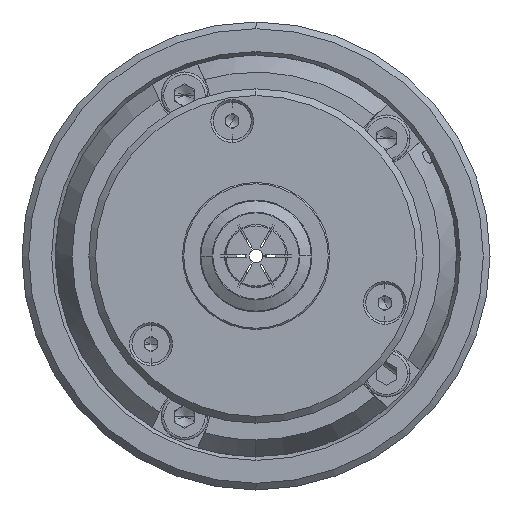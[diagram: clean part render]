
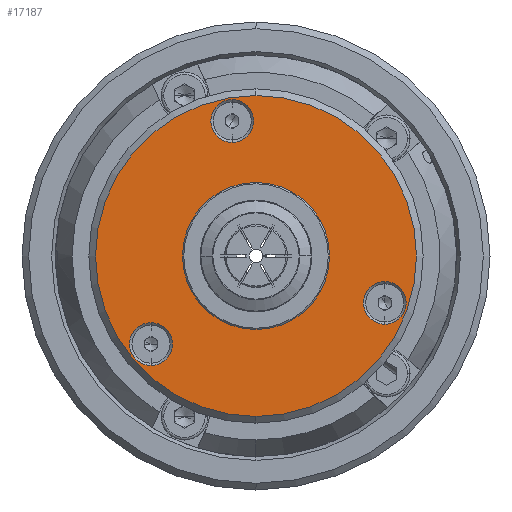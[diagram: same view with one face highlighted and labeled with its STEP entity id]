
A CAD part, left-side view. The second image highlights one B-rep face of the part: STEP entity #17187.
In plain terms, the highlighted planar face has unit normal (-1, 0, 0).
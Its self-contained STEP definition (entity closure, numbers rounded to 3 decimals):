
#620 = CARTESIAN_POINT ( 'NONE',  ( -12.2, 15.704, -13.177 ) ) ;
#726 = EDGE_LOOP ( 'NONE', ( #10492, #799 ) ) ;
#745 = EDGE_CURVE ( 'NONE', #8930, #14461, #11791, .T. ) ;
#799 = ORIENTED_EDGE ( 'NONE', *, *, #23916, .F. ) ;
#806 = CARTESIAN_POINT ( 'NONE',  ( -12.2, 15.704, -9.977 ) ) ;
#899 = CARTESIAN_POINT ( 'NONE',  ( -12.2, 0., 24. ) ) ;
#2386 = CIRCLE ( 'NONE', #13857, 3.2 ) ;
#2943 = VERTEX_POINT ( 'NONE', #8179 ) ;
#2954 = DIRECTION ( 'NONE',  ( 1., 0., 0. ) ) ;
#3408 = DIRECTION ( 'NONE',  ( 0., 0., 1. ) ) ;
#3664 = DIRECTION ( 'NONE',  ( -1., 0., 0. ) ) ;
#3711 = AXIS2_PLACEMENT_3D ( 'NONE', #9324, #4195, #6136 ) ;
#3799 = FACE_BOUND ( 'NONE', #22050, .T. ) ;
#4136 = CARTESIAN_POINT ( 'NONE',  ( -12.2, 3.56, 20.189 ) ) ;
#4195 = DIRECTION ( 'NONE',  ( -1., 0., 0. ) ) ;
#4741 = EDGE_CURVE ( 'NONE', #22619, #8377, #18069, .T. ) ;
#4882 = CARTESIAN_POINT ( 'NONE',  ( -12.2, 0., 0. ) ) ;
#5180 = CARTESIAN_POINT ( 'NONE',  ( -12.2, -19.264, -10.211 ) ) ;
#5354 = CARTESIAN_POINT ( 'NONE',  ( -12.2, 0., -9.8 ) ) ;
#5532 = CARTESIAN_POINT ( 'NONE',  ( -12.2, 0., 0. ) ) ;
#5789 = DIRECTION ( 'NONE',  ( 0., 0., 1. ) ) ;
#5804 = DIRECTION ( 'NONE',  ( 0., 0., -1. ) ) ;
#6071 = DIRECTION ( 'NONE',  ( 0., 0., 1. ) ) ;
#6108 = DIRECTION ( 'NONE',  ( 0., 0., 1. ) ) ;
#6136 = DIRECTION ( 'NONE',  ( 0., 0., 1. ) ) ;
#6140 = EDGE_LOOP ( 'NONE', ( #22514, #17716 ) ) ;
#6882 = AXIS2_PLACEMENT_3D ( 'NONE', #620, #11750, #3408 ) ;
#7666 = EDGE_LOOP ( 'NONE', ( #23634, #10732 ) ) ;
#8179 = CARTESIAN_POINT ( 'NONE',  ( -12.2, 3.56, 23.389 ) ) ;
#8310 = FACE_OUTER_BOUND ( 'NONE', #23525, .T. ) ;
#8377 = VERTEX_POINT ( 'NONE', #18872 ) ;
#8459 = ORIENTED_EDGE ( 'NONE', *, *, #20484, .T. ) ;
#8575 = AXIS2_PLACEMENT_3D ( 'NONE', #4882, #2954, #16309 ) ;
#8822 = CARTESIAN_POINT ( 'NONE',  ( -12.2, -19.264, -7.011 ) ) ;
#8930 = VERTEX_POINT ( 'NONE', #23752 ) ;
#9058 = EDGE_CURVE ( 'NONE', #2943, #20968, #2386, .T. ) ;
#9141 = CIRCLE ( 'NONE', #19687, 3.2 ) ;
#9324 = CARTESIAN_POINT ( 'NONE',  ( -12.2, -19.264, -7.011 ) ) ;
#9552 = CARTESIAN_POINT ( 'NONE',  ( -12.2, -19.264, -3.811 ) ) ;
#9575 = DIRECTION ( 'NONE',  ( -1., 0., 0. ) ) ;
#9961 = PLANE ( 'NONE',  #19367 ) ;
#10097 = ORIENTED_EDGE ( 'NONE', *, *, #23296, .F. ) ;
#10492 = ORIENTED_EDGE ( 'NONE', *, *, #9058, .F. ) ;
#10512 = AXIS2_PLACEMENT_3D ( 'NONE', #19208, #17918, #17617 ) ;
#10605 = DIRECTION ( 'NONE',  ( 0., 0., 1. ) ) ;
#10656 = VERTEX_POINT ( 'NONE', #5180 ) ;
#10732 = ORIENTED_EDGE ( 'NONE', *, *, #22266, .T. ) ;
#11667 = ORIENTED_EDGE ( 'NONE', *, *, #15706, .F. ) ;
#11750 = DIRECTION ( 'NONE',  ( -1., 0., 0. ) ) ;
#11791 = CIRCLE ( 'NONE', #6882, 3.2 ) ;
#11972 = AXIS2_PLACEMENT_3D ( 'NONE', #5532, #15140, #5789 ) ;
#12034 = CIRCLE ( 'NONE', #22270, 9.8 ) ;
#13212 = DIRECTION ( 'NONE',  ( 0., 0., 1. ) ) ;
#13506 = DIRECTION ( 'NONE',  ( 1., 0., 0. ) ) ;
#13857 = AXIS2_PLACEMENT_3D ( 'NONE', #4136, #17484, #6071 ) ;
#14001 = FACE_BOUND ( 'NONE', #7666, .T. ) ;
#14454 = CARTESIAN_POINT ( 'NONE',  ( -12.2, 25., 0. ) ) ;
#14461 = VERTEX_POINT ( 'NONE', #806 ) ;
#14509 = EDGE_CURVE ( 'NONE', #14461, #8930, #19903, .T. ) ;
#15117 = DIRECTION ( 'NONE',  ( 0., 0., 1. ) ) ;
#15140 = DIRECTION ( 'NONE',  ( -1., 0., 0. ) ) ;
#15172 = FACE_BOUND ( 'NONE', #6140, .T. ) ;
#15706 = EDGE_CURVE ( 'NONE', #10656, #17940, #9141, .T. ) ;
#16309 = DIRECTION ( 'NONE',  ( 0., 0., -1. ) ) ;
#16356 = FACE_BOUND ( 'NONE', #726, .T. ) ;
#16815 = CIRCLE ( 'NONE', #11972, 24. ) ;
#17187 = ADVANCED_FACE ( 'NONE', ( #8310, #16356, #3799, #15172, #14001 ), #9961, .T. ) ;
#17412 = ORIENTED_EDGE ( 'NONE', *, *, #21668, .T. ) ;
#17484 = DIRECTION ( 'NONE',  ( -1., 0., 0. ) ) ;
#17617 = DIRECTION ( 'NONE',  ( 0., 0., 1. ) ) ;
#17716 = ORIENTED_EDGE ( 'NONE', *, *, #745, .F. ) ;
#17748 = VERTEX_POINT ( 'NONE', #23390 ) ;
#17918 = DIRECTION ( 'NONE',  ( -1., 0., 0. ) ) ;
#17940 = VERTEX_POINT ( 'NONE', #9552 ) ;
#18069 = CIRCLE ( 'NONE', #8575, 9.8 ) ;
#18872 = CARTESIAN_POINT ( 'NONE',  ( -12.2, 0., 9.8 ) ) ;
#18906 = CIRCLE ( 'NONE', #20483, 3.2 ) ;
#18934 = VERTEX_POINT ( 'NONE', #899 ) ;
#19208 = CARTESIAN_POINT ( 'NONE',  ( -12.2, 15.704, -13.177 ) ) ;
#19367 = AXIS2_PLACEMENT_3D ( 'NONE', #14454, #3664, #15117 ) ;
#19687 = AXIS2_PLACEMENT_3D ( 'NONE', #8822, #9575, #13212 ) ;
#19903 = CIRCLE ( 'NONE', #10512, 3.2 ) ;
#20008 = DIRECTION ( 'NONE',  ( -1., 0., 0. ) ) ;
#20011 = CIRCLE ( 'NONE', #24396, 24. ) ;
#20045 = CARTESIAN_POINT ( 'NONE',  ( -12.2, 0., 0. ) ) ;
#20053 = CIRCLE ( 'NONE', #3711, 3.2 ) ;
#20058 = DIRECTION ( 'NONE',  ( -1., 0., 0. ) ) ;
#20065 = CARTESIAN_POINT ( 'NONE',  ( -12.2, 0., 0. ) ) ;
#20483 = AXIS2_PLACEMENT_3D ( 'NONE', #23898, #20058, #10605 ) ;
#20484 = EDGE_CURVE ( 'NONE', #18934, #17748, #20011, .T. ) ;
#20968 = VERTEX_POINT ( 'NONE', #24030 ) ;
#21668 = EDGE_CURVE ( 'NONE', #17748, #18934, #16815, .T. ) ;
#22050 = EDGE_LOOP ( 'NONE', ( #10097, #11667 ) ) ;
#22266 = EDGE_CURVE ( 'NONE', #8377, #22619, #12034, .T. ) ;
#22270 = AXIS2_PLACEMENT_3D ( 'NONE', #20045, #13506, #5804 ) ;
#22514 = ORIENTED_EDGE ( 'NONE', *, *, #14509, .F. ) ;
#22619 = VERTEX_POINT ( 'NONE', #5354 ) ;
#23296 = EDGE_CURVE ( 'NONE', #17940, #10656, #20053, .T. ) ;
#23390 = CARTESIAN_POINT ( 'NONE',  ( -12.2, 0., -24. ) ) ;
#23525 = EDGE_LOOP ( 'NONE', ( #17412, #8459 ) ) ;
#23634 = ORIENTED_EDGE ( 'NONE', *, *, #4741, .T. ) ;
#23752 = CARTESIAN_POINT ( 'NONE',  ( -12.2, 15.704, -16.377 ) ) ;
#23898 = CARTESIAN_POINT ( 'NONE',  ( -12.2, 3.56, 20.189 ) ) ;
#23916 = EDGE_CURVE ( 'NONE', #20968, #2943, #18906, .T. ) ;
#24030 = CARTESIAN_POINT ( 'NONE',  ( -12.2, 3.56, 16.989 ) ) ;
#24396 = AXIS2_PLACEMENT_3D ( 'NONE', #20065, #20008, #6108 ) ;
